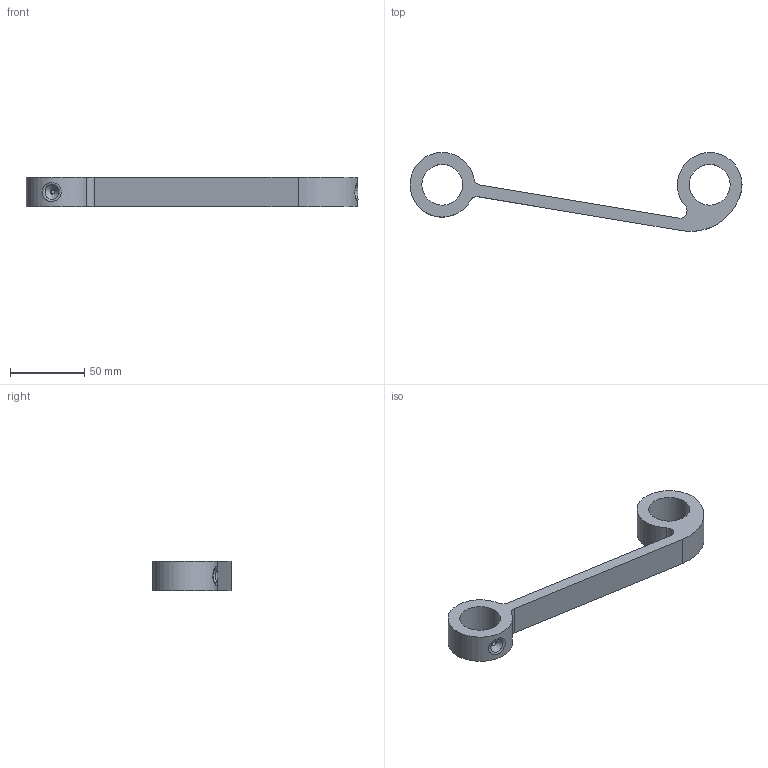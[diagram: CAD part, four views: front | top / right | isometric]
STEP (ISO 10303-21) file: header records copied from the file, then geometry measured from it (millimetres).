
FILE_DESCRIPTION(/* description */ (''),/* implementation_level */ '2;1');
FILE_NAME(/* name */ 'note_long_210411.step',/* time_stamp */ '2021-04-11T19:15:29+02:00',/* author */ (''),/* organization */ (''),/* preprocessor_version */ 'ST-DEVELOPER v18.1',/* originating_system */ 'Autodesk Translation Framework v9.10.0.1330',/* authorisation */ '');
FILE_SCHEMA (('AUTOMOTIVE_DESIGN { 1 0 10303 214 3 1 1 }'));
Length unit declared in the file: millimetre
Products named in the file (1): Plastic Rib
Bounding box: 223.5 x 53.19 x 20 mm (x, y, z)
Volume: 63592.6 mm3; surface area: 21196.2 mm2
Topology: 1 solids, 1 shells, 19 faces, 54 edges, 36 vertices
Faces by surface type: cylinder 10, bspline 5, plane 4
Full cylindrical faces by diameter (mm): 3.2 x2, 27.5 x2
Entity records: 1428 total; most frequent: CARTESIAN_POINT 912, ORIENTED_EDGE 108, DIRECTION 81, EDGE_CURVE 54, VERTEX_POINT 36, AXIS2_PLACEMENT_3D 32, EDGE_LOOP 26, B_SPLINE_CURVE_WITH_KNOTS 20
